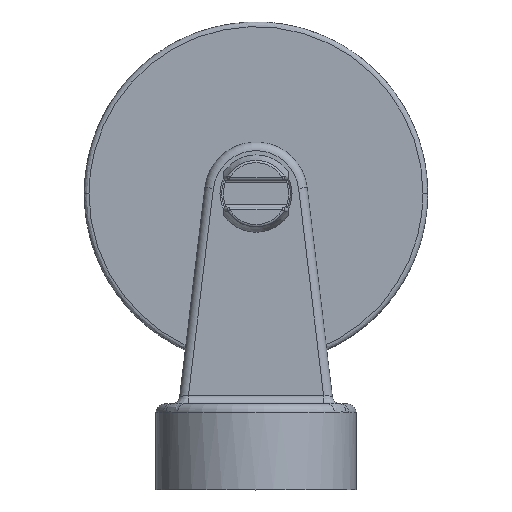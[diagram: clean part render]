
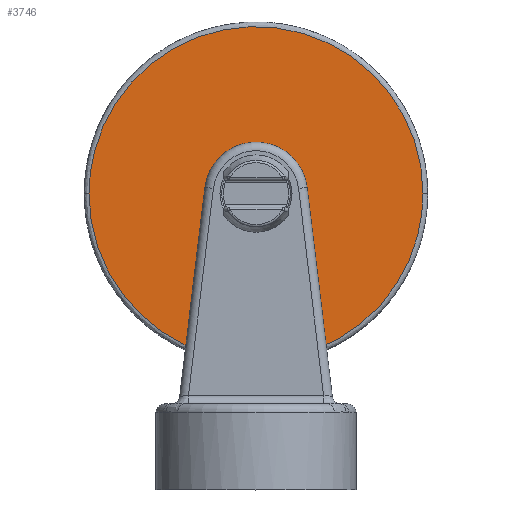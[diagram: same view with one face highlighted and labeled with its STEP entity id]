
A CAD part, top view. The second image highlights one B-rep face of the part: STEP entity #3746.
In plain terms, the highlighted planar face has unit normal (0, 0, 1).
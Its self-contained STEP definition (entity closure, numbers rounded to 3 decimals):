
#36 = ORIENTED_EDGE ( 'NONE', *, *, #3218, .F. ) ;
#50 = CARTESIAN_POINT ( 'NONE',  ( -7.963, 23.447, 3.175 ) ) ;
#75 = B_SPLINE_CURVE_WITH_KNOTS ( 'NONE', 3,
 ( #1350, #867, #1642, #1712, #3695, #4838, #3289, #1665, #4428, #548, #2415, #4478, #2508, #4458, #152, #2929, #839, #3985, #890, #450, #50, #4791, #2440, #4012, #4815, #476, #3626, #77, #578, #3389, #2586, #1815, #4196, #3334 ),
 .UNSPECIFIED., .F., .F.,
 ( 4, 2, 2, 2, 2, 2, 2, 2, 2, 2, 2, 2, 2, 2, 2, 2, 4 ),
 ( 0.5, 0.531, 0.563, 0.594, 0.625, 0.656, 0.688, 0.719, 0.75, 0.781, 0.813, 0.844, 0.875, 0.906, 0.938, 0.969, 1. ),
 .UNSPECIFIED. ) ;
#77 = CARTESIAN_POINT ( 'NONE',  ( -21.448, 12.374, 3.175 ) ) ;
#152 = CARTESIAN_POINT ( 'NONE',  ( 6.417, 23.915, 3.175 ) ) ;
#275 = CARTESIAN_POINT ( 'NONE',  ( -6.417, -23.915, 3.175 ) ) ;
#297 = CARTESIAN_POINT ( 'NONE',  ( 3.224, -24.55, 3.175 ) ) ;
#322 = DIRECTION ( 'NONE',  ( 1., 0., 0. ) ) ;
#327 = CARTESIAN_POINT ( 'NONE',  ( 18.615, -16.329, 3.175 ) ) ;
#450 = CARTESIAN_POINT ( 'NONE',  ( -6.417, 23.916, 3.175 ) ) ;
#476 = CARTESIAN_POINT ( 'NONE',  ( -18.615, 16.329, 3.175 ) ) ;
#480 = AXIS2_PLACEMENT_3D ( 'NONE', #2482, #4057, #2898 ) ;
#548 = CARTESIAN_POINT ( 'NONE',  ( 16.329, 18.615, 3.175 ) ) ;
#578 = CARTESIAN_POINT ( 'NONE',  ( -22.21, 10.949, 3.175 ) ) ;
#622 = CARTESIAN_POINT ( 'NONE',  ( 12.374, -21.448, 3.175 ) ) ;
#631 = EDGE_LOOP ( 'NONE', ( #3683, #1577 ) ) ;
#642 = FACE_BOUND ( 'NONE', #3557, .T. ) ;
#650 = CARTESIAN_POINT ( 'NONE',  ( -19.64, -15.08, 3.175 ) ) ;
#666 = PLANE ( 'NONE',  #4016 ) ;
#667 = VERTEX_POINT ( 'NONE', #1556 ) ;
#669 = CARTESIAN_POINT ( 'NONE',  ( 24.551, -3.224, 3.175 ) ) ;
#732 = DIRECTION ( 'NONE',  ( 0., 0., 1. ) ) ;
#839 = CARTESIAN_POINT ( 'NONE',  ( 1.616, 24.709, 3.175 ) ) ;
#867 = CARTESIAN_POINT ( 'NONE',  ( 24.709, 1.616, 3.175 ) ) ;
#890 = CARTESIAN_POINT ( 'NONE',  ( -3.224, 24.55, 3.175 ) ) ;
#966 = AXIS2_PLACEMENT_3D ( 'NONE', #1916, #732, #3876 ) ;
#1087 = CARTESIAN_POINT ( 'NONE',  ( -16.329, -18.615, 3.175 ) ) ;
#1103 = CARTESIAN_POINT ( 'NONE',  ( 24.709, 0., 3.175 ) ) ;
#1108 = CARTESIAN_POINT ( 'NONE',  ( 16.329, -18.615, 3.175 ) ) ;
#1164 = VERTEX_POINT ( 'NONE', #1616 ) ;
#1350 = CARTESIAN_POINT ( 'NONE',  ( 24.709, 0., 3.175 ) ) ;
#1396 = CARTESIAN_POINT ( 'NONE',  ( 24.709, -1.616, 3.175 ) ) ;
#1420 = CARTESIAN_POINT ( 'NONE',  ( -7.963, -23.447, 3.175 ) ) ;
#1474 = EDGE_CURVE ( 'NONE', #1164, #667, #4850, .T. ) ;
#1476 = EDGE_CURVE ( 'NONE', #5010, #1938, #3279, .T. ) ;
#1499 = ORIENTED_EDGE ( 'NONE', *, *, #1474, .F. ) ;
#1556 = CARTESIAN_POINT ( 'NONE',  ( -5.08, 0., 3.175 ) ) ;
#1577 = ORIENTED_EDGE ( 'NONE', *, *, #3371, .T. ) ;
#1616 = CARTESIAN_POINT ( 'NONE',  ( 5.08, 0., 3.175 ) ) ;
#1642 = CARTESIAN_POINT ( 'NONE',  ( 24.55, 3.224, 3.175 ) ) ;
#1665 = CARTESIAN_POINT ( 'NONE',  ( 19.64, 15.08, 3.175 ) ) ;
#1712 = CARTESIAN_POINT ( 'NONE',  ( 23.916, 6.417, 3.175 ) ) ;
#1809 = CARTESIAN_POINT ( 'NONE',  ( -23.916, -6.417, 3.175 ) ) ;
#1815 = CARTESIAN_POINT ( 'NONE',  ( -24.551, 3.224, 3.175 ) ) ;
#1829 = CARTESIAN_POINT ( 'NONE',  ( 19.639, -15.08, 3.175 ) ) ;
#1853 = CARTESIAN_POINT ( 'NONE',  ( -15.08, -19.639, 3.175 ) ) ;
#1879 = CARTESIAN_POINT ( 'NONE',  ( 1.616, -24.709, 3.175 ) ) ;
#1900 = CARTESIAN_POINT ( 'NONE',  ( 24.709, 0., 3.175 ) ) ;
#1916 = CARTESIAN_POINT ( 'NONE',  ( 0., 0., 3.175 ) ) ;
#1938 = VERTEX_POINT ( 'NONE', #1103 ) ;
#2292 = CARTESIAN_POINT ( 'NONE',  ( 23.915, -6.417, 3.175 ) ) ;
#2415 = CARTESIAN_POINT ( 'NONE',  ( 15.08, 19.639, 3.175 ) ) ;
#2440 = CARTESIAN_POINT ( 'NONE',  ( -12.374, 21.448, 3.175 ) ) ;
#2482 = CARTESIAN_POINT ( 'NONE',  ( 0., 0., 3.175 ) ) ;
#2508 = CARTESIAN_POINT ( 'NONE',  ( 10.949, 22.21, 3.175 ) ) ;
#2580 = CARTESIAN_POINT ( 'NONE',  ( -24.709, -1.616, 3.175 ) ) ;
#2586 = CARTESIAN_POINT ( 'NONE',  ( -23.915, 6.417, 3.175 ) ) ;
#2632 = CARTESIAN_POINT ( 'NONE',  ( -10.949, -22.21, 3.175 ) ) ;
#2898 = DIRECTION ( 'NONE',  ( 1., 0., 0. ) ) ;
#2929 = CARTESIAN_POINT ( 'NONE',  ( 3.224, 24.551, 3.175 ) ) ;
#3027 = CARTESIAN_POINT ( 'NONE',  ( -24.55, -3.224, 3.175 ) ) ;
#3095 = CARTESIAN_POINT ( 'NONE',  ( 0., 0., 3.175 ) ) ;
#3218 = EDGE_CURVE ( 'NONE', #667, #1164, #3439, .T. ) ;
#3279 = B_SPLINE_CURVE_WITH_KNOTS ( 'NONE', 3,
 ( #4620, #2580, #3027, #1809, #4188, #3431, #3384, #650, #4955, #1087, #1853, #4570, #2632, #1420, #275, #4213, #3406, #1879, #297, #4930, #4999, #3768, #622, #4162, #1108, #327, #1829, #4546, #3818, #4645, #2292, #669, #1396, #1900 ),
 .UNSPECIFIED., .F., .F.,
 ( 4, 2, 2, 2, 2, 2, 2, 2, 2, 2, 2, 2, 2, 2, 2, 2, 4 ),
 ( 0., 0.031, 0.063, 0.094, 0.125, 0.156, 0.188, 0.219, 0.25, 0.281, 0.313, 0.344, 0.375, 0.406, 0.438, 0.469, 0.5 ),
 .UNSPECIFIED. ) ;
#3289 = CARTESIAN_POINT ( 'NONE',  ( 21.448, 12.374, 3.175 ) ) ;
#3334 = CARTESIAN_POINT ( 'NONE',  ( -24.709, 0., 3.175 ) ) ;
#3371 = EDGE_CURVE ( 'NONE', #1938, #5010, #75, .T. ) ;
#3384 = CARTESIAN_POINT ( 'NONE',  ( -21.448, -12.374, 3.175 ) ) ;
#3389 = CARTESIAN_POINT ( 'NONE',  ( -23.447, 7.963, 3.175 ) ) ;
#3406 = CARTESIAN_POINT ( 'NONE',  ( -1.616, -24.709, 3.175 ) ) ;
#3431 = CARTESIAN_POINT ( 'NONE',  ( -22.21, -10.949, 3.175 ) ) ;
#3439 = CIRCLE ( 'NONE', #966, 5.08 ) ;
#3557 = EDGE_LOOP ( 'NONE', ( #1499, #36 ) ) ;
#3626 = CARTESIAN_POINT ( 'NONE',  ( -19.639, 15.08, 3.175 ) ) ;
#3683 = ORIENTED_EDGE ( 'NONE', *, *, #1476, .T. ) ;
#3695 = CARTESIAN_POINT ( 'NONE',  ( 23.447, 7.963, 3.175 ) ) ;
#3746 = ADVANCED_FACE ( 'NONE', ( #4180, #642 ), #666, .T. ) ;
#3768 = CARTESIAN_POINT ( 'NONE',  ( 10.949, -22.21, 3.175 ) ) ;
#3818 = CARTESIAN_POINT ( 'NONE',  ( 22.21, -10.949, 3.175 ) ) ;
#3834 = DIRECTION ( 'NONE',  ( 0., 0., 1. ) ) ;
#3876 = DIRECTION ( 'NONE',  ( 1., 0., 0. ) ) ;
#3985 = CARTESIAN_POINT ( 'NONE',  ( -1.616, 24.709, 3.175 ) ) ;
#4012 = CARTESIAN_POINT ( 'NONE',  ( -15.08, 19.64, 3.175 ) ) ;
#4016 = AXIS2_PLACEMENT_3D ( 'NONE', #3095, #3834, #322 ) ;
#4057 = DIRECTION ( 'NONE',  ( 0., 0., 1. ) ) ;
#4104 = CARTESIAN_POINT ( 'NONE',  ( -24.709, 0., 3.175 ) ) ;
#4162 = CARTESIAN_POINT ( 'NONE',  ( 15.08, -19.64, 3.175 ) ) ;
#4180 = FACE_OUTER_BOUND ( 'NONE', #631, .T. ) ;
#4188 = CARTESIAN_POINT ( 'NONE',  ( -23.447, -7.963, 3.175 ) ) ;
#4196 = CARTESIAN_POINT ( 'NONE',  ( -24.709, 1.617, 3.175 ) ) ;
#4213 = CARTESIAN_POINT ( 'NONE',  ( -3.224, -24.551, 3.175 ) ) ;
#4428 = CARTESIAN_POINT ( 'NONE',  ( 18.615, 16.329, 3.175 ) ) ;
#4458 = CARTESIAN_POINT ( 'NONE',  ( 7.963, 23.447, 3.175 ) ) ;
#4478 = CARTESIAN_POINT ( 'NONE',  ( 12.374, 21.448, 3.175 ) ) ;
#4546 = CARTESIAN_POINT ( 'NONE',  ( 21.448, -12.374, 3.175 ) ) ;
#4570 = CARTESIAN_POINT ( 'NONE',  ( -12.374, -21.448, 3.175 ) ) ;
#4620 = CARTESIAN_POINT ( 'NONE',  ( -24.709, 0., 3.175 ) ) ;
#4645 = CARTESIAN_POINT ( 'NONE',  ( 23.447, -7.963, 3.175 ) ) ;
#4791 = CARTESIAN_POINT ( 'NONE',  ( -10.949, 22.21, 3.175 ) ) ;
#4815 = CARTESIAN_POINT ( 'NONE',  ( -16.329, 18.615, 3.175 ) ) ;
#4838 = CARTESIAN_POINT ( 'NONE',  ( 22.21, 10.949, 3.175 ) ) ;
#4850 = CIRCLE ( 'NONE', #480, 5.08 ) ;
#4930 = CARTESIAN_POINT ( 'NONE',  ( 6.417, -23.916, 3.175 ) ) ;
#4955 = CARTESIAN_POINT ( 'NONE',  ( -18.615, -16.329, 3.175 ) ) ;
#4999 = CARTESIAN_POINT ( 'NONE',  ( 7.963, -23.447, 3.175 ) ) ;
#5010 = VERTEX_POINT ( 'NONE', #4104 ) ;
